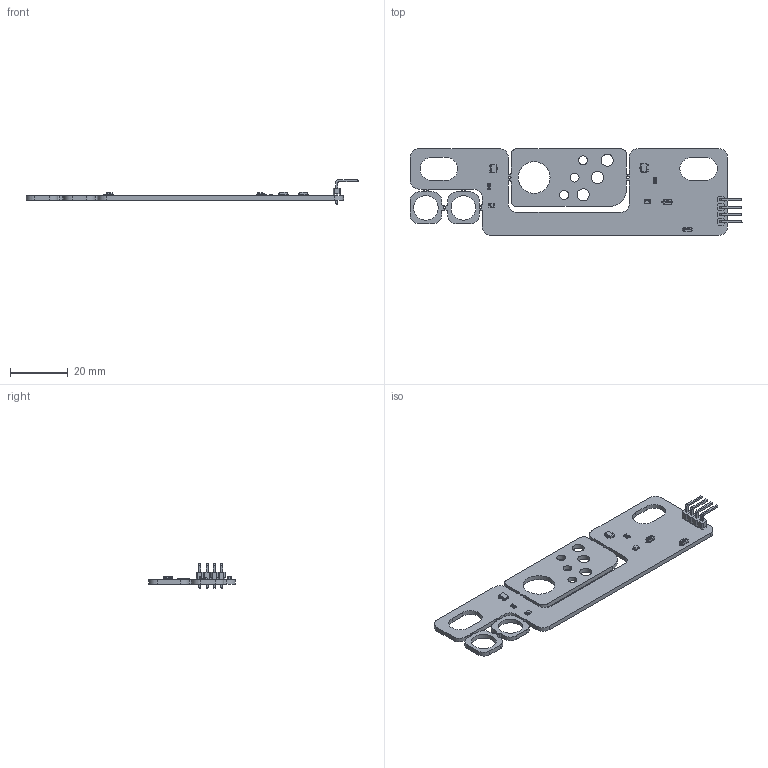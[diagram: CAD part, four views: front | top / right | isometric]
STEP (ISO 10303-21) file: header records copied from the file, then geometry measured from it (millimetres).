
FILE_DESCRIPTION(('Open CASCADE Model'),'2;1');
FILE_NAME('Open CASCADE Shape Model','2018-09-30T19:30:45',('Author'),( 'Open CASCADE'),'Open CASCADE STEP processor 6.8','Open CASCADE 6.8' ,'Unknown');
FILE_SCHEMA(('AUTOMOTIVE_DESIGN { 1 0 10303 214 1 1 1 1 }'));
Length unit declared in the file: millimetre
Products named in the file (24): PCB; Board; R1; chip_0805_r; R2; U1; 947329264; Body; Open_CASCADE_STEP_translator_6.8_7.1.1; Leader; U2; 947473504; VD1; User_Library-SOD-123; VD2; VD3; User_Library-LED0805; VD4; User_Library-CHIPLED-0805; X1; User_Library-PLS-4R_gold
Assembly tree (29 placements, depth 5):
  PCB
    Board
    R1
      chip_0805_r
    R2
      chip_0805_r
    U1
      947329264
        Body
          Open_CASCADE_STEP_translator_6.8_7.1.1
        Leader  x3
    U2
      947473504
        Body
          Open_CASCADE_STEP_translator_6.8_7.1.1
        Leader  x3
    VD1
      User_Library-SOD-123
    VD2
      User_Library-SOD-123
    VD3
      User_Library-LED0805
    VD4
      User_Library-CHIPLED-0805
    X1
      User_Library-PLS-4R_gold
Bounding box: 115.01 x 30 x 8.45 mm (x, y, z)
Volume: 4147.3 mm3; surface area: 6666.7 mm2
Topology: 31 solids, 31 shells, 888 faces, 2333 edges, 1530 vertices
Faces by surface type: plane 541, cylinder 213, bspline 118, sphere 16
Full cylindrical faces by diameter (mm): 0.8 x4, 1 x2, 3.1 x3, 4.2 x3, 8.5 x2, 11 x1
Entity records: 26388 total; most frequent: CARTESIAN_POINT 8885, ORIENTED_EDGE 3220, DIRECTION 2819, EDGE_CURVE 1610, LINE 1147, VECTOR 1147, VERTEX_POINT 1049, AXIS2_PLACEMENT_3D 836
